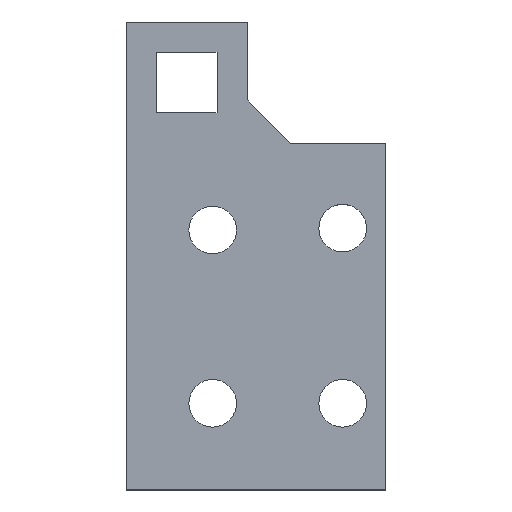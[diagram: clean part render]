
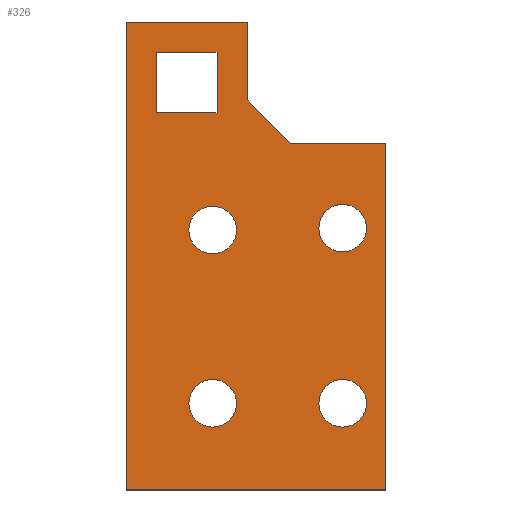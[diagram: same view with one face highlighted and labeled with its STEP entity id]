
A CAD part, top view. The second image highlights one B-rep face of the part: STEP entity #326.
In plain terms, the highlighted planar face has unit normal (0, 0, 1).
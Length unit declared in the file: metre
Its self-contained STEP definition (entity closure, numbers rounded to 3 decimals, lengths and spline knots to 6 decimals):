
#12=CIRCLE('',#352,0.00275);
#14=CIRCLE('',#355,0.00275);
#16=CIRCLE('',#358,0.00275);
#18=CIRCLE('',#362,0.00275);
#48=ORIENTED_EDGE('',*,*,#108,.T.);
#49=ORIENTED_EDGE('',*,*,#127,.T.);
#50=ORIENTED_EDGE('',*,*,#128,.T.);
#51=ORIENTED_EDGE('',*,*,#129,.F.);
#52=ORIENTED_EDGE('',*,*,#112,.T.);
#53=ORIENTED_EDGE('',*,*,#116,.F.);
#54=ORIENTED_EDGE('',*,*,#124,.F.);
#55=ORIENTED_EDGE('',*,*,#121,.F.);
#56=ORIENTED_EDGE('',*,*,#119,.F.);
#57=ORIENTED_EDGE('',*,*,#117,.F.);
#58=ORIENTED_EDGE('',*,*,#125,.F.);
#59=ORIENTED_EDGE('',*,*,#130,.F.);
#60=ORIENTED_EDGE('',*,*,#131,.T.);
#61=ORIENTED_EDGE('',*,*,#132,.T.);
#62=ORIENTED_EDGE('',*,*,#133,.F.);
#108=EDGE_CURVE('',#150,#149,#179,.T.);
#112=EDGE_CURVE('',#154,#153,#183,.T.);
#116=EDGE_CURVE('',#156,#153,#187,.T.);
#117=EDGE_CURVE('',#157,#157,#12,.T.);
#119=EDGE_CURVE('',#159,#159,#14,.T.);
#121=EDGE_CURVE('',#161,#161,#16,.T.);
#124=EDGE_CURVE('',#150,#156,#189,.T.);
#125=EDGE_CURVE('',#163,#163,#18,.T.);
#127=EDGE_CURVE('',#149,#165,#190,.T.);
#128=EDGE_CURVE('',#165,#166,#191,.T.);
#129=EDGE_CURVE('',#154,#166,#192,.T.);
#130=EDGE_CURVE('',#167,#168,#193,.T.);
#131=EDGE_CURVE('',#167,#169,#194,.T.);
#132=EDGE_CURVE('',#169,#170,#195,.T.);
#133=EDGE_CURVE('',#168,#170,#196,.T.);
#149=VERTEX_POINT('',#464);
#150=VERTEX_POINT('',#466);
#153=VERTEX_POINT('',#473);
#154=VERTEX_POINT('',#475);
#156=VERTEX_POINT('',#481);
#157=VERTEX_POINT('',#485);
#159=VERTEX_POINT('',#490);
#161=VERTEX_POINT('',#495);
#163=VERTEX_POINT('',#503);
#165=VERTEX_POINT('',#508);
#166=VERTEX_POINT('',#510);
#167=VERTEX_POINT('',#513);
#168=VERTEX_POINT('',#514);
#169=VERTEX_POINT('',#516);
#170=VERTEX_POINT('',#518);
#179=LINE('',#465,#212);
#183=LINE('',#474,#216);
#187=LINE('',#482,#220);
#189=LINE('',#500,#222);
#190=LINE('',#507,#223);
#191=LINE('',#509,#224);
#192=LINE('',#511,#225);
#193=LINE('',#512,#226);
#194=LINE('',#515,#227);
#195=LINE('',#517,#228);
#196=LINE('',#519,#229);
#212=VECTOR('',#379,1.);
#216=VECTOR('',#385,1.);
#220=VECTOR('',#391,1.);
#222=VECTOR('',#413,1.);
#223=VECTOR('',#422,1.);
#224=VECTOR('',#423,1.);
#225=VECTOR('',#424,1.);
#226=VECTOR('',#425,1.);
#227=VECTOR('',#426,1.);
#228=VECTOR('',#427,1.);
#229=VECTOR('',#428,1.);
#255=EDGE_LOOP('',(#48,#49,#50,#51,#52,#53,#54));
#256=EDGE_LOOP('',(#55));
#257=EDGE_LOOP('',(#56));
#258=EDGE_LOOP('',(#57));
#259=EDGE_LOOP('',(#58));
#260=EDGE_LOOP('',(#59,#60,#61,#62));
#286=FACE_BOUND('',#255,.T.);
#287=FACE_BOUND('',#256,.T.);
#288=FACE_BOUND('',#257,.T.);
#289=FACE_BOUND('',#258,.T.);
#290=FACE_BOUND('',#259,.T.);
#291=FACE_BOUND('',#260,.T.);
#309=PLANE('',#364);
#326=ADVANCED_FACE('',(#286,#287,#288,#289,#290,#291),#309,.T.);
#352=AXIS2_PLACEMENT_3D('',#484,#394,#395);
#355=AXIS2_PLACEMENT_3D('',#489,#400,#401);
#358=AXIS2_PLACEMENT_3D('',#494,#406,#407);
#362=AXIS2_PLACEMENT_3D('',#502,#416,#417);
#364=AXIS2_PLACEMENT_3D('',#506,#420,#421);
#379=DIRECTION('',(-1.,0.,0.));
#385=DIRECTION('',(0.,-1.,0.));
#391=DIRECTION('',(-1.,0.,0.));
#394=DIRECTION('',(0.,0.,1.));
#395=DIRECTION('',(1.,0.,0.));
#400=DIRECTION('',(0.,0.,1.));
#401=DIRECTION('',(1.,0.,0.));
#406=DIRECTION('',(0.,0.,1.));
#407=DIRECTION('',(1.,0.,0.));
#413=DIRECTION('',(0.,-1.,0.));
#416=DIRECTION('',(0.,0.,1.));
#417=DIRECTION('',(1.,0.,0.));
#420=DIRECTION('',(0.,0.,1.));
#421=DIRECTION('',(1.,0.,0.));
#422=DIRECTION('',(-0.707,0.707,0.));
#423=DIRECTION('',(0.,1.,0.));
#424=DIRECTION('',(1.,0.,0.));
#425=DIRECTION('',(0.,-1.,0.));
#426=DIRECTION('',(1.,0.,0.));
#427=DIRECTION('',(0.,-1.,0.));
#428=DIRECTION('',(1.,0.,0.));
#464=CARTESIAN_POINT('',(0.009,0.02,0.304));
#465=CARTESIAN_POINT('',(0.,0.02,0.304));
#466=CARTESIAN_POINT('',(0.02,0.02,0.304));
#473=CARTESIAN_POINT('',(-0.01,-0.02,0.304));
#474=CARTESIAN_POINT('',(-0.01,0.,0.304));
#475=CARTESIAN_POINT('',(-0.01,0.034,0.304));
#481=CARTESIAN_POINT('',(0.02,-0.02,0.304));
#482=CARTESIAN_POINT('',(0.,-0.02,0.304));
#484=CARTESIAN_POINT('',(0.015,-0.01,0.304));
#485=CARTESIAN_POINT('',(0.01775,-0.01,0.304));
#489=CARTESIAN_POINT('',(0.,0.01,0.304));
#490=CARTESIAN_POINT('',(0.00275,0.01,0.304));
#494=CARTESIAN_POINT('',(0.,-0.01,0.304));
#495=CARTESIAN_POINT('',(0.00275,-0.01,0.304));
#500=CARTESIAN_POINT('',(0.02,0.,0.304));
#502=CARTESIAN_POINT('',(0.015,0.01021,0.304));
#503=CARTESIAN_POINT('',(0.01775,0.01021,0.304));
#506=CARTESIAN_POINT('',(0.005,0.,0.304));
#507=CARTESIAN_POINT('',(0.009,0.02,0.304));
#508=CARTESIAN_POINT('',(0.004,0.025,0.304));
#509=CARTESIAN_POINT('',(0.004,0.027,0.304));
#510=CARTESIAN_POINT('',(0.004,0.034,0.304));
#511=CARTESIAN_POINT('',(-0.003,0.034,0.304));
#512=CARTESIAN_POINT('',(-0.0065,0.027,0.304));
#513=CARTESIAN_POINT('',(-0.0065,0.0305,0.304));
#514=CARTESIAN_POINT('',(-0.0065,0.0235,0.304));
#515=CARTESIAN_POINT('',(-0.003,0.0305,0.304));
#516=CARTESIAN_POINT('',(0.0005,0.0305,0.304));
#517=CARTESIAN_POINT('',(0.0005,0.027,0.304));
#518=CARTESIAN_POINT('',(0.0005,0.0235,0.304));
#519=CARTESIAN_POINT('',(-0.003,0.0235,0.304));
